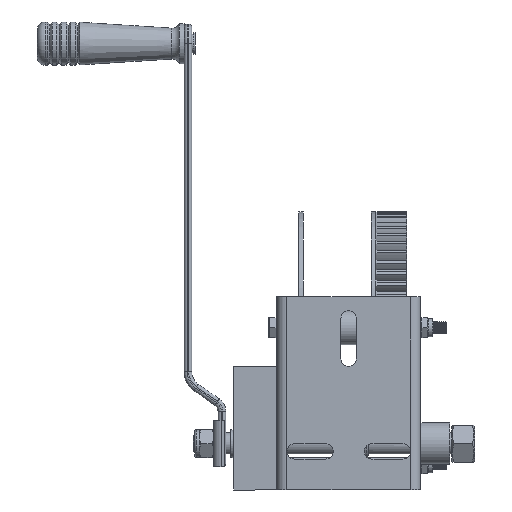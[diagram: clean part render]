
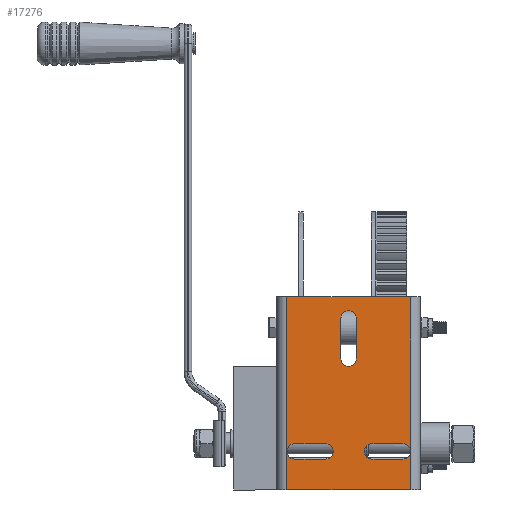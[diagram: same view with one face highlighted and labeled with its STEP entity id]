
A CAD part, front view. The second image highlights one B-rep face of the part: STEP entity #17276.
In plain terms, the highlighted face is planar.
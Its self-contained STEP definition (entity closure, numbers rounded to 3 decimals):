
#842=FACE_BOUND('',#3006,.T.);
#843=FACE_BOUND('',#3007,.T.);
#984=PLANE('',#19029);
#1990=FACE_OUTER_BOUND('',#3005,.T.);
#3005=EDGE_LOOP('',(#13171,#13172,#13173,#13174,#13175,#13176,#13177,#13178,
#13179,#13180));
#3006=EDGE_LOOP('',(#13181,#13182,#13183,#13184));
#3007=EDGE_LOOP('',(#13185,#13186,#13187,#13188));
#4047=LINE('',#27778,#5325);
#4051=LINE('',#27788,#5329);
#4055=LINE('',#27802,#5333);
#4059=LINE('',#27812,#5337);
#4063=LINE('',#27830,#5341);
#4067=LINE('',#27840,#5345);
#4073=LINE('',#27853,#5351);
#4074=LINE('',#27855,#5352);
#4075=LINE('',#27857,#5353);
#4076=LINE('',#27859,#5354);
#4077=LINE('',#27860,#5355);
#5325=VECTOR('',#21750,10.);
#5329=VECTOR('',#21762,10.);
#5333=VECTOR('',#21774,10.);
#5337=VECTOR('',#21786,10.);
#5341=VECTOR('',#21802,10.);
#5345=VECTOR('',#21814,10.);
#5351=VECTOR('',#21824,10.);
#5352=VECTOR('',#21825,10.);
#5353=VECTOR('',#21826,10.);
#5354=VECTOR('',#21827,10.);
#5355=VECTOR('',#21828,10.);
#6677=CIRCLE('',#19004,5.);
#6679=CIRCLE('',#19008,5.);
#6681=CIRCLE('',#19012,5.);
#6683=CIRCLE('',#19016,5.);
#6685=CIRCLE('',#19020,5.);
#6686=CIRCLE('',#19021,5.);
#6689=CIRCLE('',#19026,5.);
#7747=VERTEX_POINT('',#27769);
#7748=VERTEX_POINT('',#27771);
#7750=VERTEX_POINT('',#27777);
#7752=VERTEX_POINT('',#27783);
#7755=VERTEX_POINT('',#27793);
#7756=VERTEX_POINT('',#27795);
#7758=VERTEX_POINT('',#27801);
#7760=VERTEX_POINT('',#27807);
#7763=VERTEX_POINT('',#27817);
#7764=VERTEX_POINT('',#27819);
#7765=VERTEX_POINT('',#27821);
#7768=VERTEX_POINT('',#27829);
#7770=VERTEX_POINT('',#27835);
#7775=VERTEX_POINT('',#27852);
#7776=VERTEX_POINT('',#27854);
#7777=VERTEX_POINT('',#27856);
#7778=VERTEX_POINT('',#27858);
#9738=EDGE_CURVE('',#7748,#7747,#6677,.T.);
#9741=EDGE_CURVE('',#7750,#7748,#4047,.T.);
#9744=EDGE_CURVE('',#7752,#7750,#6679,.T.);
#9747=EDGE_CURVE('',#7747,#7752,#4051,.T.);
#9750=EDGE_CURVE('',#7756,#7755,#6681,.T.);
#9753=EDGE_CURVE('',#7758,#7756,#4055,.T.);
#9756=EDGE_CURVE('',#7760,#7758,#6683,.T.);
#9759=EDGE_CURVE('',#7755,#7760,#4059,.T.);
#9762=EDGE_CURVE('',#7764,#7763,#6685,.T.);
#9763=EDGE_CURVE('',#7765,#7764,#6686,.T.);
#9767=EDGE_CURVE('',#7768,#7765,#4063,.T.);
#9770=EDGE_CURVE('',#7770,#7768,#6689,.T.);
#9773=EDGE_CURVE('',#7763,#7770,#4067,.T.);
#9779=EDGE_CURVE('',#7775,#7764,#4073,.T.);
#9780=EDGE_CURVE('',#7764,#7776,#4074,.T.);
#9781=EDGE_CURVE('',#7777,#7776,#4075,.T.);
#9782=EDGE_CURVE('',#7777,#7778,#4076,.T.);
#9783=EDGE_CURVE('',#7775,#7778,#4077,.T.);
#13171=ORIENTED_EDGE('',*,*,#9779,.T.);
#13172=ORIENTED_EDGE('',*,*,#9762,.T.);
#13173=ORIENTED_EDGE('',*,*,#9773,.T.);
#13174=ORIENTED_EDGE('',*,*,#9770,.T.);
#13175=ORIENTED_EDGE('',*,*,#9767,.T.);
#13176=ORIENTED_EDGE('',*,*,#9763,.T.);
#13177=ORIENTED_EDGE('',*,*,#9780,.T.);
#13178=ORIENTED_EDGE('',*,*,#9781,.F.);
#13179=ORIENTED_EDGE('',*,*,#9782,.T.);
#13180=ORIENTED_EDGE('',*,*,#9783,.F.);
#13181=ORIENTED_EDGE('',*,*,#9744,.T.);
#13182=ORIENTED_EDGE('',*,*,#9741,.T.);
#13183=ORIENTED_EDGE('',*,*,#9738,.T.);
#13184=ORIENTED_EDGE('',*,*,#9747,.T.);
#13185=ORIENTED_EDGE('',*,*,#9756,.T.);
#13186=ORIENTED_EDGE('',*,*,#9753,.T.);
#13187=ORIENTED_EDGE('',*,*,#9750,.T.);
#13188=ORIENTED_EDGE('',*,*,#9759,.T.);
#17276=ADVANCED_FACE('',(#1990,#842,#843),#984,.F.);
#19004=AXIS2_PLACEMENT_3D('',#27772,#21744,#21745);
#19008=AXIS2_PLACEMENT_3D('',#27784,#21756,#21757);
#19012=AXIS2_PLACEMENT_3D('',#27796,#21768,#21769);
#19016=AXIS2_PLACEMENT_3D('',#27808,#21780,#21781);
#19020=AXIS2_PLACEMENT_3D('',#27820,#21792,#21793);
#19021=AXIS2_PLACEMENT_3D('',#27822,#21794,#21795);
#19026=AXIS2_PLACEMENT_3D('',#27836,#21808,#21809);
#19029=AXIS2_PLACEMENT_3D('',#27851,#21822,#21823);
#21744=DIRECTION('center_axis',(0.,0.,1.));
#21745=DIRECTION('ref_axis',(1.,0.,0.));
#21750=DIRECTION('',(0.,-1.,0.));
#21756=DIRECTION('center_axis',(0.,0.,1.));
#21757=DIRECTION('ref_axis',(-1.,0.,0.));
#21762=DIRECTION('',(0.,1.,0.));
#21768=DIRECTION('center_axis',(0.,0.,1.));
#21769=DIRECTION('ref_axis',(0.,1.,0.));
#21774=DIRECTION('',(1.,0.,0.));
#21780=DIRECTION('center_axis',(0.,0.,1.));
#21781=DIRECTION('ref_axis',(0.,-1.,0.));
#21786=DIRECTION('',(-1.,0.,0.));
#21792=DIRECTION('center_axis',(0.,0.,1.));
#21793=DIRECTION('ref_axis',(0.,1.,0.));
#21794=DIRECTION('center_axis',(0.,0.,1.));
#21795=DIRECTION('ref_axis',(0.,1.,0.));
#21802=DIRECTION('',(1.,0.,0.));
#21808=DIRECTION('center_axis',(0.,0.,1.));
#21809=DIRECTION('ref_axis',(0.,-1.,0.));
#21814=DIRECTION('',(-1.,0.,0.));
#21822=DIRECTION('center_axis',(0.,0.,1.));
#21823=DIRECTION('ref_axis',(1.,0.,0.));
#21824=DIRECTION('',(0.,-1.,0.));
#21825=DIRECTION('',(0.,-1.,0.));
#21826=DIRECTION('',(1.,0.,0.));
#21827=DIRECTION('',(0.,1.,0.));
#21828=DIRECTION('',(-1.,0.,0.));
#27769=CARTESIAN_POINT('',(51.5,14.,0.));
#27771=CARTESIAN_POINT('',(41.5,14.,0.));
#27772=CARTESIAN_POINT('Origin',(46.5,14.,0.));
#27777=CARTESIAN_POINT('',(41.5,40.,0.));
#27778=CARTESIAN_POINT('',(41.5,51.25,0.));
#27783=CARTESIAN_POINT('',(51.5,40.,0.));
#27784=CARTESIAN_POINT('Origin',(46.5,40.,0.));
#27788=CARTESIAN_POINT('',(51.5,38.25,0.));
#27793=CARTESIAN_POINT('',(31.6,105.,0.));
#27795=CARTESIAN_POINT('',(31.6,95.,0.));
#27796=CARTESIAN_POINT('Origin',(31.6,100.,0.));
#27801=CARTESIAN_POINT('',(11.6,95.,0.));
#27802=CARTESIAN_POINT('',(29.05,95.,0.));
#27807=CARTESIAN_POINT('',(11.6,105.,0.));
#27808=CARTESIAN_POINT('Origin',(11.6,100.,0.));
#27812=CARTESIAN_POINT('',(39.05,105.,0.));
#27817=CARTESIAN_POINT('',(81.6,105.,0.));
#27819=CARTESIAN_POINT('',(86.6,100.,0.));
#27820=CARTESIAN_POINT('Origin',(81.6,100.,0.));
#27821=CARTESIAN_POINT('',(81.6,95.,0.));
#27822=CARTESIAN_POINT('Origin',(81.6,100.,0.));
#27829=CARTESIAN_POINT('',(61.6,95.,0.));
#27830=CARTESIAN_POINT('',(54.05,95.,0.));
#27835=CARTESIAN_POINT('',(61.6,105.,0.));
#27836=CARTESIAN_POINT('Origin',(61.6,100.,0.));
#27840=CARTESIAN_POINT('',(64.05,105.,0.));
#27851=CARTESIAN_POINT('Origin',(46.5,62.5,0.));
#27852=CARTESIAN_POINT('',(86.6,125.,0.));
#27853=CARTESIAN_POINT('',(86.6,93.75,0.));
#27854=CARTESIAN_POINT('',(86.6,0.,0.));
#27855=CARTESIAN_POINT('',(86.6,93.75,0.));
#27856=CARTESIAN_POINT('',(6.4,0.,0.));
#27857=CARTESIAN_POINT('',(0.,0.,0.));
#27858=CARTESIAN_POINT('',(6.4,125.,0.));
#27859=CARTESIAN_POINT('',(6.4,31.25,0.));
#27860=CARTESIAN_POINT('',(93.,125.,0.));
